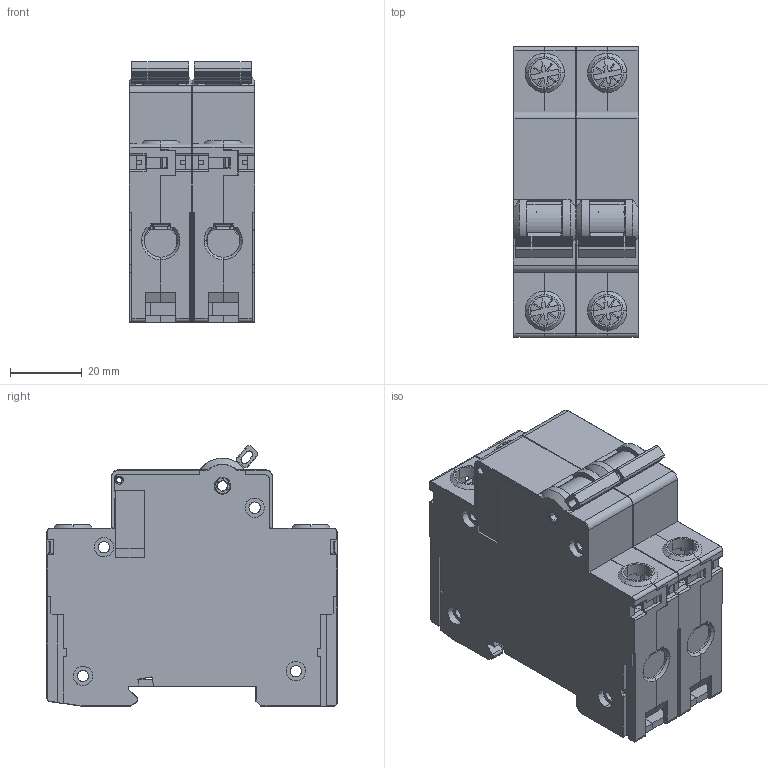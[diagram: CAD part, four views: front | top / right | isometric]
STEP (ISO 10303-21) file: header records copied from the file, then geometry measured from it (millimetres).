
FILE_DESCRIPTION(('CATIA V5 STEP Exchange'),'2;1');
FILE_NAME('SCB-2P.stp','2020-05-20T01:53:03+00:00',('none'),('none'),'CATIA Version 5 Release 19 SP 6 (IN-10)','CATIA V5 STEP AP214','none');
FILE_SCHEMA(('AUTOMOTIVE_DESIGN { 1 0 10303 214 1 1 1 1 }'));
Products named in the file (2): SCB-2P; SCB外观图
Assembly tree (2 placements, depth 2):
  SCB-2P
    SCB外观图  x2
Bounding box: 35.04 x 81 x 72.68 mm (x, y, z)
Volume: 62266.2 mm3; surface area: 97020.5 mm2
Topology: 20 solids, 26 shells, 5720 faces, 16110 edges, 10438 vertices
Faces by surface type: plane 3726, cylinder 1528, cone 228, sphere 104, torus 86, bspline 48
Entity records: 96714 total; most frequent: CARTESIAN_POINT 24792, ORIENTED_EDGE 16018, DIRECTION 12833, EDGE_CURVE 8015, VECTOR 5905, LINE 5905, VERTEX_POINT 5219, AXIS2_PLACEMENT_3D 4100
